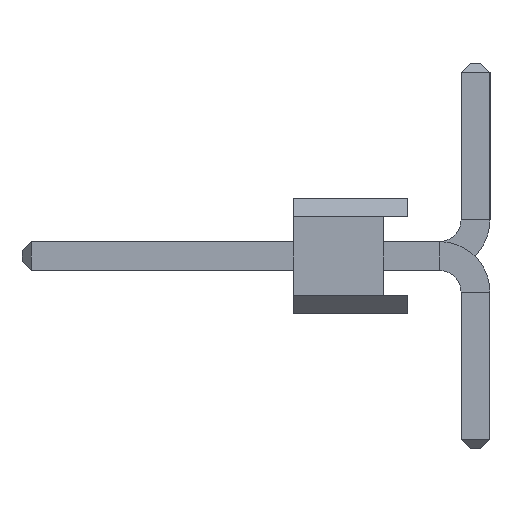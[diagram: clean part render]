
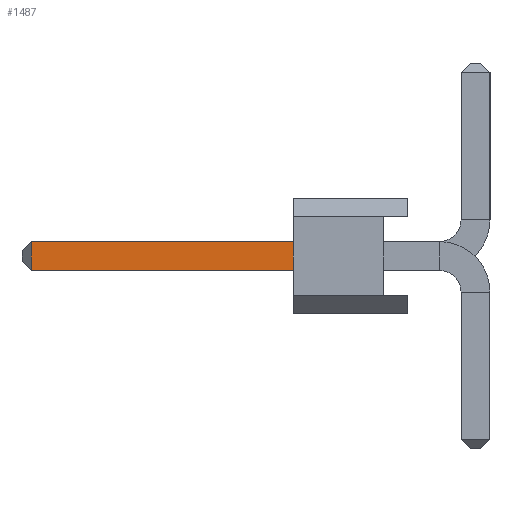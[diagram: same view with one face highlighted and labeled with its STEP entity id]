
A CAD part, left-side view. The second image highlights one B-rep face of the part: STEP entity #1487.
In plain terms, the highlighted planar face has unit normal (-1, 0, 0).
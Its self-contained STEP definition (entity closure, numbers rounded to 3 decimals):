
#4 = VECTOR ( 'NONE', #1472, 1000. ) ;
#28 = LINE ( 'NONE', #96, #1157 ) ;
#50 = ORIENTED_EDGE ( 'NONE', *, *, #1370, .F. ) ;
#79 = VECTOR ( 'NONE', #344, 1000. ) ;
#88 = EDGE_CURVE ( 'NONE', #308, #1652, #830, .T. ) ;
#96 = CARTESIAN_POINT ( 'NONE',  ( -0.32, -0.7, -0.32 ) ) ;
#134 = CARTESIAN_POINT ( 'NONE',  ( -0.32, -0.7, -0.32 ) ) ;
#212 = EDGE_CURVE ( 'NONE', #1056, #1272, #479, .T. ) ;
#268 = DIRECTION ( 'NONE',  ( 0., 1., 0. ) ) ;
#308 = VERTEX_POINT ( 'NONE', #327 ) ;
#327 = CARTESIAN_POINT ( 'NONE',  ( -0.32, 8.34, 0.32 ) ) ;
#344 = DIRECTION ( 'NONE',  ( 0., 0., -1. ) ) ;
#360 = CARTESIAN_POINT ( 'NONE',  ( -0.32, 2.54, -0.32 ) ) ;
#450 = CARTESIAN_POINT ( 'NONE',  ( -0.32, 8.34, -0.32 ) ) ;
#455 = ORIENTED_EDGE ( 'NONE', *, *, #621, .T. ) ;
#479 = LINE ( 'NONE', #627, #79 ) ;
#600 = PLANE ( 'NONE',  #725 ) ;
#621 = EDGE_CURVE ( 'NONE', #1056, #308, #1753, .T. ) ;
#627 = CARTESIAN_POINT ( 'NONE',  ( -0.32, 2.54, 0. ) ) ;
#725 = AXIS2_PLACEMENT_3D ( 'NONE', #134, #1553, #1158 ) ;
#830 = LINE ( 'NONE', #450, #4 ) ;
#981 = CARTESIAN_POINT ( 'NONE',  ( -0.32, 2.54, 0.32 ) ) ;
#1056 = VERTEX_POINT ( 'NONE', #981 ) ;
#1157 = VECTOR ( 'NONE', #1410, 1000. ) ;
#1158 = DIRECTION ( 'NONE',  ( 0., 0., 1. ) ) ;
#1162 = CARTESIAN_POINT ( 'NONE',  ( -0.32, -0.7, 0.32 ) ) ;
#1183 = VECTOR ( 'NONE', #268, 1000. ) ;
#1205 = FACE_OUTER_BOUND ( 'NONE', #1800, .T. ) ;
#1272 = VERTEX_POINT ( 'NONE', #360 ) ;
#1293 = ORIENTED_EDGE ( 'NONE', *, *, #88, .T. ) ;
#1370 = EDGE_CURVE ( 'NONE', #1272, #1652, #28, .T. ) ;
#1410 = DIRECTION ( 'NONE',  ( 0., 1., 0. ) ) ;
#1455 = CARTESIAN_POINT ( 'NONE',  ( -0.32, 8.34, -0.32 ) ) ;
#1472 = DIRECTION ( 'NONE',  ( 0., 0., -1. ) ) ;
#1487 = ADVANCED_FACE ( 'NONE', ( #1205 ), #600, .T. ) ;
#1553 = DIRECTION ( 'NONE',  ( -1., 0., 0. ) ) ;
#1633 = ORIENTED_EDGE ( 'NONE', *, *, #212, .F. ) ;
#1652 = VERTEX_POINT ( 'NONE', #1455 ) ;
#1753 = LINE ( 'NONE', #1162, #1183 ) ;
#1800 = EDGE_LOOP ( 'NONE', ( #455, #1293, #50, #1633 ) ) ;
